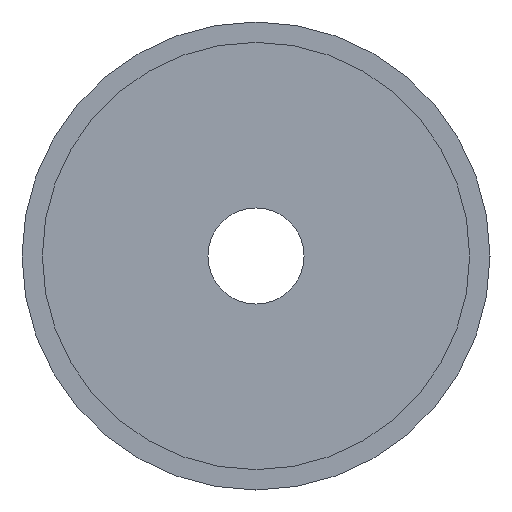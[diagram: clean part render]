
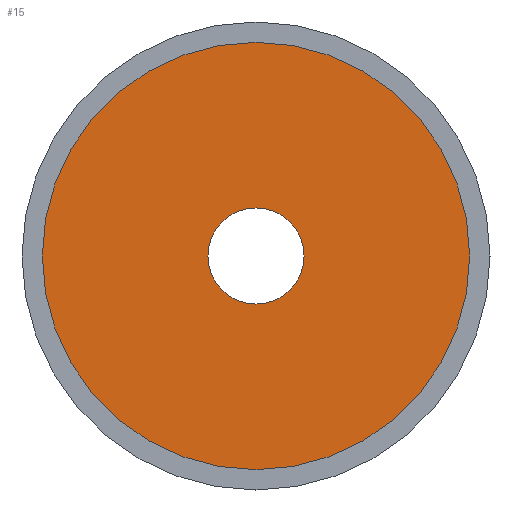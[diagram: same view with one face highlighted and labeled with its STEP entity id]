
A CAD part, left-side view. The second image highlights one B-rep face of the part: STEP entity #15.
In plain terms, the highlighted planar face has unit normal (-1, 0, 0).
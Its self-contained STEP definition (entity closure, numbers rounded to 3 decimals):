
#4 = VERTEX_POINT ( 'NONE', #32 ) ;
#12 = CARTESIAN_POINT ( 'NONE',  ( -28.5, 0., 0. ) ) ;
#15 = ADVANCED_FACE ( 'NONE', ( #326, #76 ), #105, .F. ) ;
#32 = CARTESIAN_POINT ( 'NONE',  ( -28.5, 0., 66.675 ) ) ;
#36 = EDGE_CURVE ( 'NONE', #152, #152, #125, .T. ) ;
#43 = CARTESIAN_POINT ( 'NONE',  ( -28.5, 0., 0. ) ) ;
#52 = AXIS2_PLACEMENT_3D ( 'NONE', #43, #70, #95 ) ;
#62 = DIRECTION ( 'NONE',  ( 0., 0., 1. ) ) ;
#70 = DIRECTION ( 'NONE',  ( -1., 0., 0. ) ) ;
#76 = FACE_OUTER_BOUND ( 'NONE', #131, .T. ) ;
#95 = DIRECTION ( 'NONE',  ( 0., 0., 1. ) ) ;
#105 = PLANE ( 'NONE',  #342 ) ;
#114 = ORIENTED_EDGE ( 'NONE', *, *, #265, .T. ) ;
#117 = EDGE_LOOP ( 'NONE', ( #158 ) ) ;
#125 = CIRCLE ( 'NONE', #180, 15. ) ;
#131 = EDGE_LOOP ( 'NONE', ( #114 ) ) ;
#152 = VERTEX_POINT ( 'NONE', #264 ) ;
#158 = ORIENTED_EDGE ( 'NONE', *, *, #36, .F. ) ;
#180 = AXIS2_PLACEMENT_3D ( 'NONE', #12, #305, #62 ) ;
#187 = CARTESIAN_POINT ( 'NONE',  ( -28.5, 0., 0. ) ) ;
#189 = DIRECTION ( 'NONE',  ( 0., 0., -1. ) ) ;
#204 = CIRCLE ( 'NONE', #52, 66.675 ) ;
#216 = DIRECTION ( 'NONE',  ( 1., 0., 0. ) ) ;
#264 = CARTESIAN_POINT ( 'NONE',  ( -28.5, 0., 15. ) ) ;
#265 = EDGE_CURVE ( 'NONE', #4, #4, #204, .T. ) ;
#305 = DIRECTION ( 'NONE',  ( -1., 0., 0. ) ) ;
#326 = FACE_BOUND ( 'NONE', #117, .T. ) ;
#342 = AXIS2_PLACEMENT_3D ( 'NONE', #187, #216, #189 ) ;
